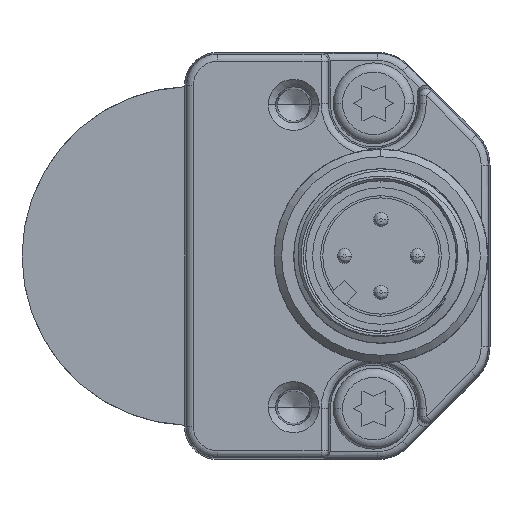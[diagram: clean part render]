
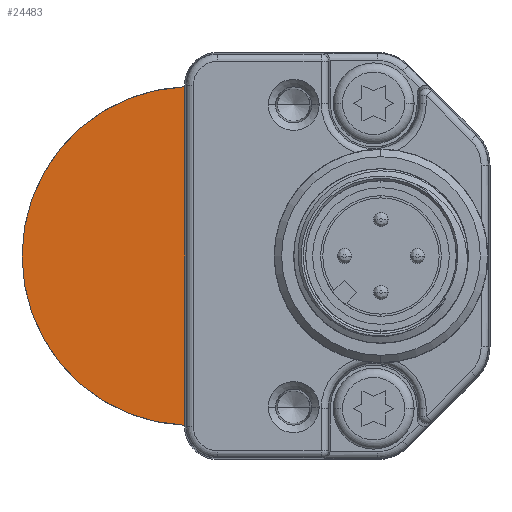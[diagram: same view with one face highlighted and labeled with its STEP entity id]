
A CAD part, left-side view. The second image highlights one B-rep face of the part: STEP entity #24483.
In plain terms, the highlighted planar face has unit normal (-1, 0, 0).
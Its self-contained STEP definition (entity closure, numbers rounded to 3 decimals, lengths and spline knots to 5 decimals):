
#957=DIRECTION('',(0.,0.,1.));
#958=VECTOR('',#957,0.91659);
#959=CARTESIAN_POINT('',(0.,0.82677,-0.4583));
#960=LINE('',#959,#958);
#961=CARTESIAN_POINT('',(0.,0.80846,0.));
#962=DIRECTION('',(-1.,0.,0.));
#963=DIRECTION('',(0.,0.04,0.999));
#964=AXIS2_PLACEMENT_3D('',#961,#962,#963);
#21141=CARTESIAN_POINT('',(0.,0.82677,-0.4583));
#21142=CARTESIAN_POINT('',(0.,0.82677,0.4583));
#21143=VERTEX_POINT('',#21141);
#21144=VERTEX_POINT('',#21142);
#24473=CARTESIAN_POINT('',(0.,0.74941,0.));
#24474=DIRECTION('',(-1.,0.,0.));
#24475=DIRECTION('',(0.,0.,1.));
#24476=AXIS2_PLACEMENT_3D('',#24473,#24474,#24475);
#24477=PLANE('',#24476);
#24479=ORIENTED_EDGE('',*,*,#24478,.F.);
#24480=ORIENTED_EDGE('',*,*,#24461,.F.);
#24481=EDGE_LOOP('',(#24479,#24480));
#24482=FACE_OUTER_BOUND('',#24481,.F.);
#24483=ADVANCED_FACE('',(#24482),#24477,.T.);
#965=CIRCLE('',#964,0.45866);
#24461=EDGE_CURVE('',#21144,#21143,#965,.T.);
#24478=EDGE_CURVE('',#21143,#21144,#960,.T.);
